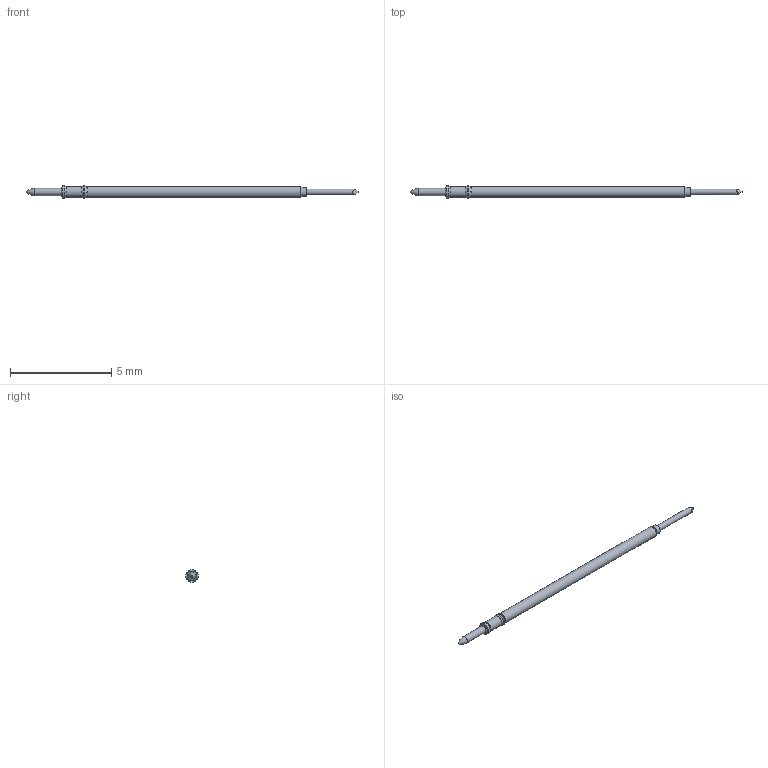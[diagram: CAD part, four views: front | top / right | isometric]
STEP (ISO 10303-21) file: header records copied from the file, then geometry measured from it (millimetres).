
FILE_DESCRIPTION (( 'STEP AP214' ), '1' );
FILE_NAME ('X31-TDS3-00.STEP', '2017-06-08T17:05:31', ( '' ), ( '' ), 'SwSTEP 2.0', 'SolidWorks 2017', '' );
FILE_SCHEMA (( 'AUTOMOTIVE_DESIGN' ));
Length unit declared in the file: inch
Products named in the file (1): X31-TDS3-00
Bounding box: 16.38 x 0.6 x 0.6 mm (x, y, z)
Volume: 3.1 mm3; surface area: 25 mm2
Topology: 1 solids, 1 shells, 23 faces, 43 edges, 26 vertices
Faces by surface type: plane 9, cylinder 8, cone 4, torus 2
Full cylindrical faces by diameter (mm): 0.292 x1, 0.366 x1, 0.445 x1, 0.452 x1, 0.536 x1, 0.538 x1, 0.602 x2
Entity records: 822 total; most frequent: DIRECTION 90, CARTESIAN_POINT 84, ORIENTED_EDGE 54, AXIS2_PLACEMENT_3D 42, EDGE_LOOP 41, FACE_OUTER_BOUND 33, EDGE_CURVE 27, LENGTH_MEASURE_WITH_UNIT 26
